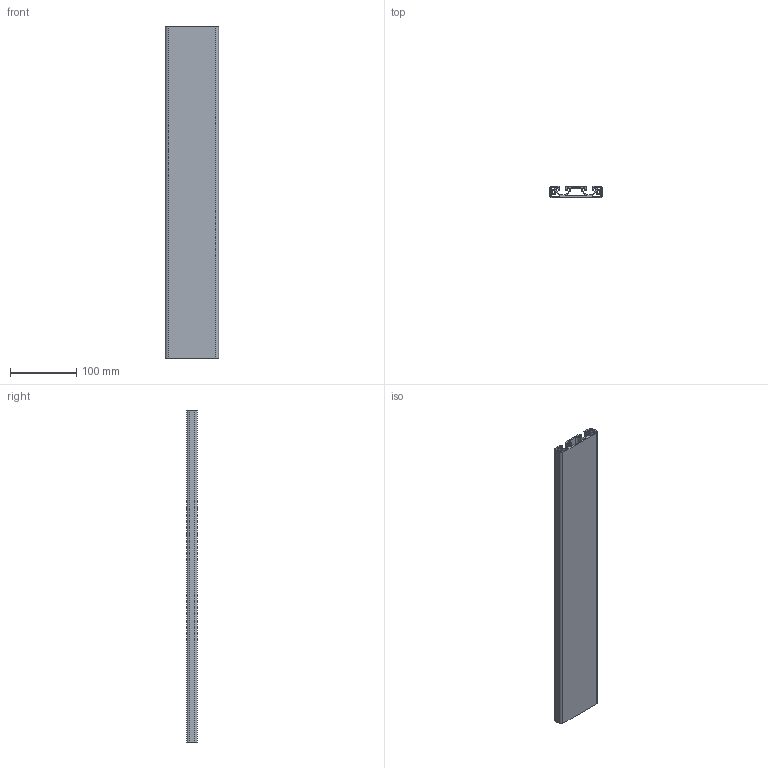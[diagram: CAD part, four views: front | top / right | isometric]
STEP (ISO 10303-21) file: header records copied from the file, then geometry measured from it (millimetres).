
FILE_DESCRIPTION (( 'STEP AP203' ), '1' );
FILE_NAME ('8 80X16 E.STEP', '2012-06-04T09:58:01', ( 'alle' ), ( 'Hewlett-Packard Company' ), 'SwSTEP 2.0', 'SolidWorks 2011', '' );
FILE_SCHEMA (( 'CONFIG_CONTROL_DESIGN' ));
Length unit declared in the file: millimetre
Products named in the file (1): M ATP I8 1680E
Bounding box: 80 x 16 x 500 mm (x, y, z)
Volume: 243818.8 mm3; surface area: 252793.8 mm2
Topology: 1 solids, 1 shells, 116 faces, 342 edges, 228 vertices
Faces by surface type: cylinder 72, plane 44
Entity records: 4035 total; most frequent: DIRECTION 720, CARTESIAN_POINT 687, ORIENTED_EDGE 684, EDGE_CURVE 342, AXIS2_PLACEMENT_3D 261, VERTEX_POINT 228, LINE 198, VECTOR 198
